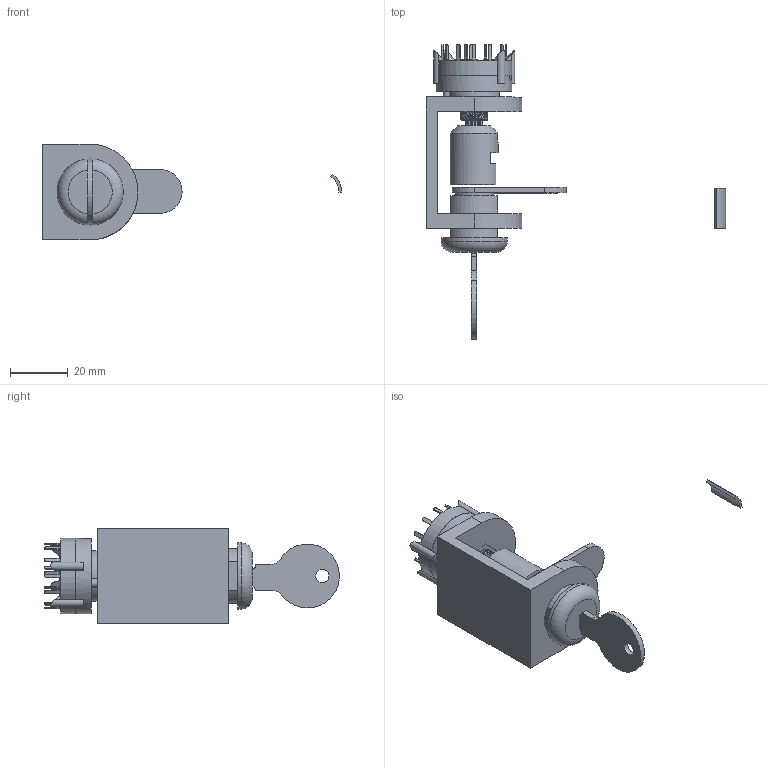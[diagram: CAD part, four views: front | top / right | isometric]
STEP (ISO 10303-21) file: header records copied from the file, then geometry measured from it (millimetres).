
FILE_DESCRIPTION(/* description */ (''),/* implementation_level */ '2;1');
FILE_NAME(/* name */ 'Key Assy_v25.step',/* time_stamp */ '2021-12-11T14:17:54-07:00',/* author */ (''),/* organization */ (''),/* preprocessor_version */ 'ST-DEVELOPER v18.1',/* originating_system */ 'Autodesk Translation Framework v10.10.0.1391',/* authorisation */ '');
FILE_SCHEMA (('AUTOMOTIVE_DESIGN { 1 0 10303 214 3 1 1 }'));
Products named in the file (21): Key Assy; Structure; Defender Security 5/16 in key Cabinet and Drawer Lock; Shaft; Arm; Key; rotary_asm; ROTARY_BODEM; ROTARY_PIN_OUTER; ROTARY_INNER_PIN; ROTARY_TOP; ROTARY_ROTOR_ASM; ROTARY_ROTOR; ROTARY_ROTOR_PIN; SPRING; BALL_3MM; ROTARY_NUT; ROTARY_LOCK_RING; Connector; Key Washer_Spacer; Flush Key Position
Assembly tree (36 placements, depth 4):
  Key Assy
    Structure
    Defender Security 5/16 in key Cabinet and Drawer Lock
      Shaft
      Arm
      Key
    rotary_asm
      ROTARY_BODEM
      ROTARY_PIN_OUTER  x12
      ROTARY_INNER_PIN  x3
      ROTARY_TOP
      ROTARY_ROTOR_ASM
        ROTARY_ROTOR
        ROTARY_ROTOR_PIN  x3
        SPRING
        BALL_3MM  x2
      ROTARY_NUT
      ROTARY_LOCK_RING
    Connector
    Key Washer_Spacer
    Flush Key Position
Bounding box: 103.34 x 101.8 x 33.02 mm (x, y, z)
Volume: 27536.6 mm3; surface area: 23985.4 mm2
Topology: 33 solids, 33 shells, 1471 faces, 4031 edges, 2646 vertices
Faces by surface type: plane 1157, cylinder 263, bspline 28, torus 19, sphere 2, cone 2
Full cylindrical faces by diameter (mm): 1.5 x18, 2.997 x6, 3 x9, 3.2 x1, 3.302 x1, 3.8 x4, 4.572 x1, 6.15 x1, 6.35 x1, 6.45 x1, 6.5 x1, 8.725 x2, 9.271 x1, 9.525 x11, 9.9 x1, 10.2 x1, 13.55 x1, 14.5 x1, 14.8 x1, 15.5 x1, 16.51 x1, 19.05 x1, 22.638 x1, 22.86 x1, 26 x1
Entity records: 51445 total; most frequent: CARTESIAN_POINT 20351, ORIENTED_EDGE 6532, DIRECTION 5955, EDGE_CURVE 3266, LINE 2669, VECTOR 2669, VERTEX_POINT 2140, AXIS2_PLACEMENT_3D 1643
